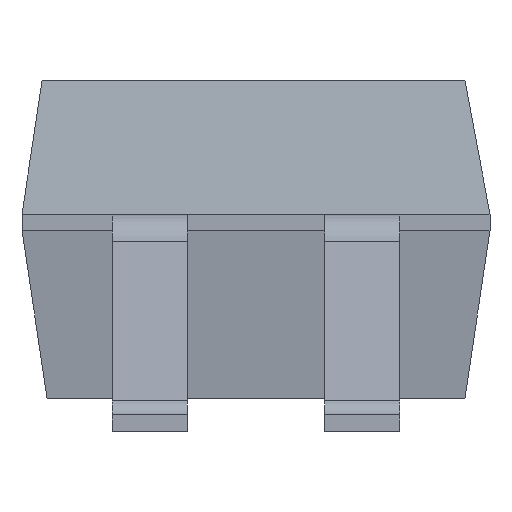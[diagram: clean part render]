
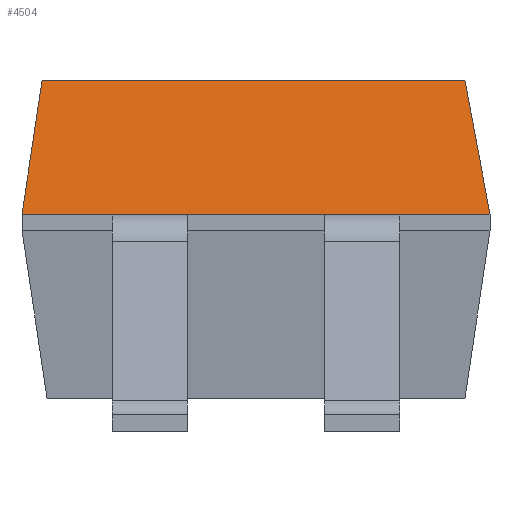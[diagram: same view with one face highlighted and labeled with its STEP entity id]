
A CAD part, front view. The second image highlights one B-rep face of the part: STEP entity #4504.
In plain terms, the highlighted planar face has unit normal (0, -0.983, 0.184).
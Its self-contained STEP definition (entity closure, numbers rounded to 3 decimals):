
#22 = VERTEX_POINT('',#23);
#23 = CARTESIAN_POINT('',(-0.86,-2.195,1.3));
#32 = PLANE('',#33);
#33 = AXIS2_PLACEMENT_3D('',#34,#35,#36);
#34 = CARTESIAN_POINT('',(-0.41,-2.195,1.3));
#35 = DIRECTION('',(0.,0.,1.));
#36 = DIRECTION('',(1.,0.,0.));
#84 = VERTEX_POINT('',#85);
#85 = CARTESIAN_POINT('',(-0.41,-2.195,1.3));
#111 = EDGE_CURVE('',#84,#22,#112,.T.);
#112 = SURFACE_CURVE('',#113,(#117,#124),.PCURVE_S1.);
#113 = LINE('',#114,#115);
#114 = CARTESIAN_POINT('',(-0.41,-2.195,1.3));
#115 = VECTOR('',#116,1.);
#116 = DIRECTION('',(-1.,0.,0.));
#117 = PCURVE('',#32,#118);
#118 = DEFINITIONAL_REPRESENTATION('',(#119),#123);
#119 = LINE('',#120,#121);
#120 = CARTESIAN_POINT('',(0.,0.));
#121 = VECTOR('',#122,1.);
#122 = DIRECTION('',(-1.,0.));
#123 = ( GEOMETRIC_REPRESENTATION_CONTEXT(2) 
PARAMETRIC_REPRESENTATION_CONTEXT() REPRESENTATION_CONTEXT('2D SPACE',''
  ) );
#124 = PCURVE('',#125,#130);
#125 = PLANE('',#126);
#126 = AXIS2_PLACEMENT_3D('',#127,#128,#129);
#127 = CARTESIAN_POINT('',(-1.4,-2.045,2.1));
#128 = DIRECTION('',(0.,0.983,-0.184));
#129 = DIRECTION('',(0.,0.184,0.983));
#130 = DEFINITIONAL_REPRESENTATION('',(#131),#135);
#131 = LINE('',#132,#133);
#132 = CARTESIAN_POINT('',(-0.814,0.99));
#133 = VECTOR('',#134,1.);
#134 = DIRECTION('',(0.,-1.));
#135 = ( GEOMETRIC_REPRESENTATION_CONTEXT(2) 
PARAMETRIC_REPRESENTATION_CONTEXT() REPRESENTATION_CONTEXT('2D SPACE',''
  ) );
#923 = PLANE('',#924);
#924 = AXIS2_PLACEMENT_3D('',#925,#926,#927);
#925 = CARTESIAN_POINT('',(1.4,-2.195,0.2));
#926 = DIRECTION('',(0.,-1.,0.));
#927 = DIRECTION('',(0.,0.,-1.));
#964 = PLANE('',#965);
#965 = AXIS2_PLACEMENT_3D('',#966,#967,#968);
#966 = CARTESIAN_POINT('',(1.4,-2.195,0.2));
#967 = DIRECTION('',(0.,-1.,0.));
#968 = DIRECTION('',(0.,0.,-1.));
#2004 = EDGE_CURVE('',#22,#2005,#2007,.T.);
#2005 = VERTEX_POINT('',#2006);
#2006 = CARTESIAN_POINT('',(-1.4,-2.195,1.3));
#2007 = SURFACE_CURVE('',#2008,(#2012,#2019),.PCURVE_S1.);
#2008 = LINE('',#2009,#2010);
#2009 = CARTESIAN_POINT('',(-0.86,-2.195,1.3));
#2010 = VECTOR('',#2011,1.);
#2011 = DIRECTION('',(-1.,0.,0.));
#2012 = PCURVE('',#964,#2013);
#2013 = DEFINITIONAL_REPRESENTATION('',(#2014),#2018);
#2014 = LINE('',#2015,#2016);
#2015 = CARTESIAN_POINT('',(-1.1,-2.26));
#2016 = VECTOR('',#2017,1.);
#2017 = DIRECTION('',(0.,-1.));
#2018 = ( GEOMETRIC_REPRESENTATION_CONTEXT(2) 
PARAMETRIC_REPRESENTATION_CONTEXT() REPRESENTATION_CONTEXT('2D SPACE',''
  ) );
#2019 = PCURVE('',#125,#2020);
#2020 = DEFINITIONAL_REPRESENTATION('',(#2021),#2025);
#2021 = LINE('',#2022,#2023);
#2022 = CARTESIAN_POINT('',(-0.814,0.54));
#2023 = VECTOR('',#2024,1.);
#2024 = DIRECTION('',(0.,-1.));
#2025 = ( GEOMETRIC_REPRESENTATION_CONTEXT(2) 
PARAMETRIC_REPRESENTATION_CONTEXT() REPRESENTATION_CONTEXT('2D SPACE',''
  ) );
#2104 = VERTEX_POINT('',#2105);
#2105 = CARTESIAN_POINT('',(0.41,-2.195,1.3));
#2131 = EDGE_CURVE('',#2104,#84,#2132,.T.);
#2132 = SURFACE_CURVE('',#2133,(#2137,#2144),.PCURVE_S1.);
#2133 = LINE('',#2134,#2135);
#2134 = CARTESIAN_POINT('',(0.41,-2.195,1.3));
#2135 = VECTOR('',#2136,1.);
#2136 = DIRECTION('',(-1.,0.,0.));
#2137 = PCURVE('',#923,#2138);
#2138 = DEFINITIONAL_REPRESENTATION('',(#2139),#2143);
#2139 = LINE('',#2140,#2141);
#2140 = CARTESIAN_POINT('',(-1.1,-0.99));
#2141 = VECTOR('',#2142,1.);
#2142 = DIRECTION('',(0.,-1.));
#2143 = ( GEOMETRIC_REPRESENTATION_CONTEXT(2) 
PARAMETRIC_REPRESENTATION_CONTEXT() REPRESENTATION_CONTEXT('2D SPACE',''
  ) );
#2144 = PCURVE('',#125,#2145);
#2145 = DEFINITIONAL_REPRESENTATION('',(#2146),#2150);
#2146 = LINE('',#2147,#2148);
#2147 = CARTESIAN_POINT('',(-0.814,1.81));
#2148 = VECTOR('',#2149,1.);
#2149 = DIRECTION('',(0.,-1.));
#2150 = ( GEOMETRIC_REPRESENTATION_CONTEXT(2) 
PARAMETRIC_REPRESENTATION_CONTEXT() REPRESENTATION_CONTEXT('2D SPACE',''
  ) );
#2311 = PLANE('',#2312);
#2312 = AXIS2_PLACEMENT_3D('',#2313,#2314,#2315);
#2313 = CARTESIAN_POINT('',(0.86,-2.195,1.3));
#2314 = DIRECTION('',(0.,0.,1.));
#2315 = DIRECTION('',(1.,0.,0.));
#2358 = VERTEX_POINT('',#2359);
#2359 = CARTESIAN_POINT('',(0.86,-2.195,1.3));
#2385 = EDGE_CURVE('',#2358,#2104,#2386,.T.);
#2386 = SURFACE_CURVE('',#2387,(#2391,#2398),.PCURVE_S1.);
#2387 = LINE('',#2388,#2389);
#2388 = CARTESIAN_POINT('',(0.86,-2.195,1.3));
#2389 = VECTOR('',#2390,1.);
#2390 = DIRECTION('',(-1.,0.,0.));
#2391 = PCURVE('',#2311,#2392);
#2392 = DEFINITIONAL_REPRESENTATION('',(#2393),#2397);
#2393 = LINE('',#2394,#2395);
#2394 = CARTESIAN_POINT('',(0.,0.));
#2395 = VECTOR('',#2396,1.);
#2396 = DIRECTION('',(-1.,0.));
#2397 = ( GEOMETRIC_REPRESENTATION_CONTEXT(2) 
PARAMETRIC_REPRESENTATION_CONTEXT() REPRESENTATION_CONTEXT('2D SPACE',''
  ) );
#2398 = PCURVE('',#125,#2399);
#2399 = DEFINITIONAL_REPRESENTATION('',(#2400),#2404);
#2400 = LINE('',#2401,#2402);
#2401 = CARTESIAN_POINT('',(-0.814,2.26));
#2402 = VECTOR('',#2403,1.);
#2403 = DIRECTION('',(0.,-1.));
#2404 = ( GEOMETRIC_REPRESENTATION_CONTEXT(2) 
PARAMETRIC_REPRESENTATION_CONTEXT() REPRESENTATION_CONTEXT('2D SPACE',''
  ) );
#3185 = PLANE('',#3186);
#3186 = AXIS2_PLACEMENT_3D('',#3187,#3188,#3189);
#3187 = CARTESIAN_POINT('',(1.4,-2.195,0.2));
#3188 = DIRECTION('',(0.,-1.,0.));
#3189 = DIRECTION('',(0.,0.,-1.));
#4221 = VERTEX_POINT('',#4222);
#4222 = CARTESIAN_POINT('',(1.4,-2.195,1.3));
#4248 = EDGE_CURVE('',#4221,#2358,#4249,.T.);
#4249 = SURFACE_CURVE('',#4250,(#4254,#4261),.PCURVE_S1.);
#4250 = LINE('',#4251,#4252);
#4251 = CARTESIAN_POINT('',(1.4,-2.195,1.3));
#4252 = VECTOR('',#4253,1.);
#4253 = DIRECTION('',(-1.,0.,0.));
#4254 = PCURVE('',#3185,#4255);
#4255 = DEFINITIONAL_REPRESENTATION('',(#4256),#4260);
#4256 = LINE('',#4257,#4258);
#4257 = CARTESIAN_POINT('',(-1.1,0.));
#4258 = VECTOR('',#4259,1.);
#4259 = DIRECTION('',(0.,-1.));
#4260 = ( GEOMETRIC_REPRESENTATION_CONTEXT(2) 
PARAMETRIC_REPRESENTATION_CONTEXT() REPRESENTATION_CONTEXT('2D SPACE',''
  ) );
#4261 = PCURVE('',#125,#4262);
#4262 = DEFINITIONAL_REPRESENTATION('',(#4263),#4267);
#4263 = LINE('',#4264,#4265);
#4264 = CARTESIAN_POINT('',(-0.814,2.8));
#4265 = VECTOR('',#4266,1.);
#4266 = DIRECTION('',(0.,-1.));
#4267 = ( GEOMETRIC_REPRESENTATION_CONTEXT(2) 
PARAMETRIC_REPRESENTATION_CONTEXT() REPRESENTATION_CONTEXT('2D SPACE',''
  ) );
#4504 = ADVANCED_FACE('',(#4505),#125,.F.);
#4505 = FACE_BOUND('',#4506,.T.);
#4506 = EDGE_LOOP('',(#4507,#4535,#4563,#4589,#4590,#4591,#4592,#4593));
#4507 = ORIENTED_EDGE('',*,*,#4508,.F.);
#4508 = EDGE_CURVE('',#4509,#4221,#4511,.T.);
#4509 = VERTEX_POINT('',#4510);
#4510 = CARTESIAN_POINT('',(1.25,-2.045,2.1));
#4511 = SURFACE_CURVE('',#4512,(#4516,#4523),.PCURVE_S1.);
#4512 = LINE('',#4513,#4514);
#4513 = CARTESIAN_POINT('',(1.25,-2.045,2.1));
#4514 = VECTOR('',#4515,1.);
#4515 = DIRECTION('',(0.181,-0.181,-0.967));
#4516 = PCURVE('',#125,#4517);
#4517 = DEFINITIONAL_REPRESENTATION('',(#4518),#4522);
#4518 = LINE('',#4519,#4520);
#4519 = CARTESIAN_POINT('',(0.,2.65));
#4520 = VECTOR('',#4521,1.);
#4521 = DIRECTION('',(-0.983,0.181));
#4522 = ( GEOMETRIC_REPRESENTATION_CONTEXT(2) 
PARAMETRIC_REPRESENTATION_CONTEXT() REPRESENTATION_CONTEXT('2D SPACE',''
  ) );
#4523 = PCURVE('',#4524,#4529);
#4524 = PLANE('',#4525);
#4525 = AXIS2_PLACEMENT_3D('',#4526,#4527,#4528);
#4526 = CARTESIAN_POINT('',(1.25,-2.195,2.1));
#4527 = DIRECTION('',(-0.983,0.,-0.184));
#4528 = DIRECTION('',(-0.184,0.,0.983)
  );
#4529 = DEFINITIONAL_REPRESENTATION('',(#4530),#4534);
#4530 = LINE('',#4531,#4532);
#4531 = CARTESIAN_POINT('',(0.,0.15));
#4532 = VECTOR('',#4533,1.);
#4533 = DIRECTION('',(-0.983,-0.181));
#4534 = ( GEOMETRIC_REPRESENTATION_CONTEXT(2) 
PARAMETRIC_REPRESENTATION_CONTEXT() REPRESENTATION_CONTEXT('2D SPACE',''
  ) );
#4535 = ORIENTED_EDGE('',*,*,#4536,.F.);
#4536 = EDGE_CURVE('',#4537,#4509,#4539,.T.);
#4537 = VERTEX_POINT('',#4538);
#4538 = CARTESIAN_POINT('',(-1.28,-2.045,2.1));
#4539 = SURFACE_CURVE('',#4540,(#4544,#4551),.PCURVE_S1.);
#4540 = LINE('',#4541,#4542);
#4541 = CARTESIAN_POINT('',(-1.28,-2.045,2.1));
#4542 = VECTOR('',#4543,1.);
#4543 = DIRECTION('',(1.,0.,0.));
#4544 = PCURVE('',#125,#4545);
#4545 = DEFINITIONAL_REPRESENTATION('',(#4546),#4550);
#4546 = LINE('',#4547,#4548);
#4547 = CARTESIAN_POINT('',(0.,0.12));
#4548 = VECTOR('',#4549,1.);
#4549 = DIRECTION('',(0.,1.));
#4550 = ( GEOMETRIC_REPRESENTATION_CONTEXT(2) 
PARAMETRIC_REPRESENTATION_CONTEXT() REPRESENTATION_CONTEXT('2D SPACE',''
  ) );
#4551 = PCURVE('',#4552,#4557);
#4552 = PLANE('',#4553);
#4553 = AXIS2_PLACEMENT_3D('',#4554,#4555,#4556);
#4554 = CARTESIAN_POINT('',(0.,0.005,2.1
    ));
#4555 = DIRECTION('',(0.,0.,1.));
#4556 = DIRECTION('',(1.,0.,0.));
#4557 = DEFINITIONAL_REPRESENTATION('',(#4558),#4562);
#4558 = LINE('',#4559,#4560);
#4559 = CARTESIAN_POINT('',(-1.28,-2.05));
#4560 = VECTOR('',#4561,1.);
#4561 = DIRECTION('',(1.,0.));
#4562 = ( GEOMETRIC_REPRESENTATION_CONTEXT(2) 
PARAMETRIC_REPRESENTATION_CONTEXT() REPRESENTATION_CONTEXT('2D SPACE',''
  ) );
#4563 = ORIENTED_EDGE('',*,*,#4564,.F.);
#4564 = EDGE_CURVE('',#2005,#4537,#4565,.T.);
#4565 = SURFACE_CURVE('',#4566,(#4570,#4577),.PCURVE_S1.);
#4566 = LINE('',#4567,#4568);
#4567 = CARTESIAN_POINT('',(-1.4,-2.195,1.3));
#4568 = VECTOR('',#4569,1.);
#4569 = DIRECTION('',(0.146,0.182,0.972));
#4570 = PCURVE('',#125,#4571);
#4571 = DEFINITIONAL_REPRESENTATION('',(#4572),#4576);
#4572 = LINE('',#4573,#4574);
#4573 = CARTESIAN_POINT('',(-0.814,0.));
#4574 = VECTOR('',#4575,1.);
#4575 = DIRECTION('',(0.989,0.146));
#4576 = ( GEOMETRIC_REPRESENTATION_CONTEXT(2) 
PARAMETRIC_REPRESENTATION_CONTEXT() REPRESENTATION_CONTEXT('2D SPACE',''
  ) );
#4577 = PCURVE('',#4578,#4583);
#4578 = PLANE('',#4579);
#4579 = AXIS2_PLACEMENT_3D('',#4580,#4581,#4582);
#4580 = CARTESIAN_POINT('',(-1.4,-2.195,1.3));
#4581 = DIRECTION('',(0.989,0.,-0.148));
#4582 = DIRECTION('',(-0.148,0.,-0.989));
#4583 = DEFINITIONAL_REPRESENTATION('',(#4584),#4588);
#4584 = LINE('',#4585,#4586);
#4585 = CARTESIAN_POINT('',(0.,0.));
#4586 = VECTOR('',#4587,1.);
#4587 = DIRECTION('',(-0.983,0.182));
#4588 = ( GEOMETRIC_REPRESENTATION_CONTEXT(2) 
PARAMETRIC_REPRESENTATION_CONTEXT() REPRESENTATION_CONTEXT('2D SPACE',''
  ) );
#4589 = ORIENTED_EDGE('',*,*,#2004,.F.);
#4590 = ORIENTED_EDGE('',*,*,#111,.F.);
#4591 = ORIENTED_EDGE('',*,*,#2131,.F.);
#4592 = ORIENTED_EDGE('',*,*,#2385,.F.);
#4593 = ORIENTED_EDGE('',*,*,#4248,.F.);
